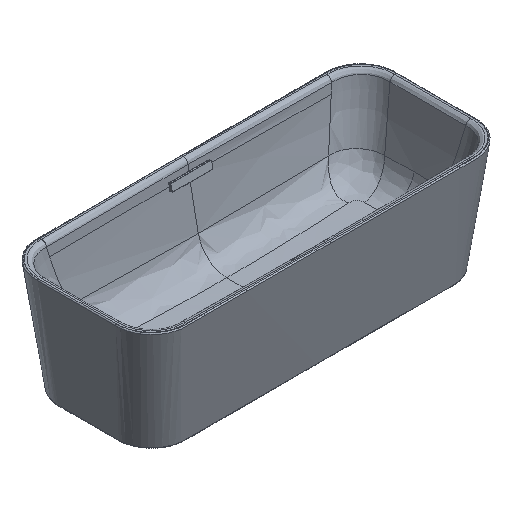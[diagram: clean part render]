
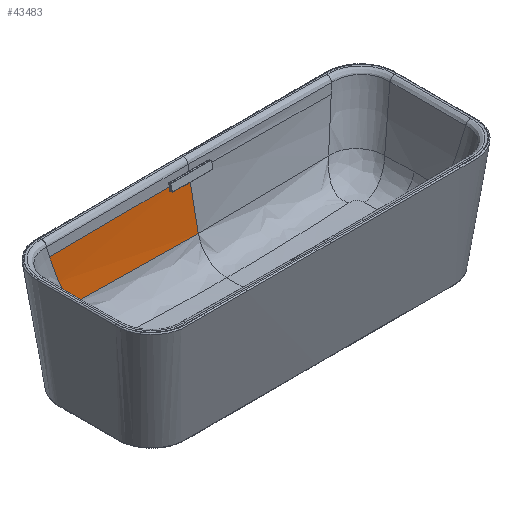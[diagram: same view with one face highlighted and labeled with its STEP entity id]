
A CAD part, isometric view. The second image highlights one B-rep face of the part: STEP entity #43483.
In plain terms, the highlighted free-form (B-spline) face has degree [3, 3] with [6, 16] control points.
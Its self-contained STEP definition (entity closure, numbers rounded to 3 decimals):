
#17330=CARTESIAN_POINT('',(-707.883,329.931,494.));
#17331=VERTEX_POINT('',#17330);
#17339=CARTESIAN_POINT('',(-0.042,335.445,494.));
#17340=VERTEX_POINT('',#17339);
#17341=CARTESIAN_POINT('',(-707.883,329.931,494.));
#17342=CARTESIAN_POINT('',(-648.902,330.849,494.));
#17343=CARTESIAN_POINT('',(-589.917,331.655,494.0));
#17344=CARTESIAN_POINT('',(-471.948,333.034,494.0));
#17345=CARTESIAN_POINT('',(-412.96,333.608,494.0));
#17346=CARTESIAN_POINT('',(-236.,334.986,494.0));
#17347=CARTESIAN_POINT('',(-118.019,335.445,494.0));
#17348=CARTESIAN_POINT('',(-0.042,335.445,494.0));
#17349=B_SPLINE_CURVE_WITH_KNOTS('',3,(#17341,#17342,#17343,#17344,#17345,#17346,#17347,#17348),.UNSPECIFIED.,.F.,.U.,
 (4,2,2,4),(0.0,0.25,0.5,1.0),.UNSPECIFIED.);
#17350=EDGE_CURVE('n� 3843',#17331,#17340,#17349,.T.);
#32671=CARTESIAN_POINT('',(-0.042,290.171,262.093));
#32672=VERTEX_POINT('',#32671);
#33471=CARTESIAN_POINT('',(-649.319,284.76,277.093));
#33472=VERTEX_POINT('',#33471);
#34018=CARTESIAN_POINT('',(-649.319,284.76,277.093));
#34019=CARTESIAN_POINT('',(-541.192,286.563,272.097));
#34020=CARTESIAN_POINT('',(-432.989,287.916,268.346));
#34021=CARTESIAN_POINT('',(-216.545,289.72,263.344));
#34022=CARTESIAN_POINT('',(-108.292,290.171,262.093));
#34023=CARTESIAN_POINT('',(-0.042,290.171,262.093));
#34024=B_SPLINE_CURVE_WITH_KNOTS('',3,(#34018,#34019,#34020,#34021,#34022,#34023),.UNSPECIFIED.,.F.,.U.,
 (4,2,4),(0.0,0.5,1.0),.UNSPECIFIED.);
#34025=EDGE_CURVE('n� 521',#33472,#32672,#34024,.T.);
#42904=CARTESIAN_POINT('',(-0.042,290.171,262.093));
#42905=CARTESIAN_POINT('',(-0.042,302.234,310.322));
#42906=CARTESIAN_POINT('',(-0.042,312.764,359.356));
#42907=CARTESIAN_POINT('',(-0.042,326.803,437.166));
#42908=CARTESIAN_POINT('',(-0.042,331.375,465.49));
#42909=CARTESIAN_POINT('',(-0.042,335.445,494.));
#42910=B_SPLINE_CURVE_WITH_KNOTS('',3,(#42904,#42905,#42906,#42907,#42908,#42909),.UNSPECIFIED.,.F.,.U.,
 (4,2,4),(0.0,0.639,1.0),.UNSPECIFIED.);
#42911=EDGE_CURVE('n� 558',#32672,#17340,#42910,.T.);
#43091=CARTESIAN_POINT('',(-707.883,329.931,494.));
#43092=CARTESIAN_POINT('',(-707.449,329.619,491.867));
#43093=CARTESIAN_POINT('',(-702.083,325.754,465.728));
#43094=CARTESIAN_POINT('',(-690.79,317.392,415.932));
#43095=CARTESIAN_POINT('',(-671.778,302.724,345.603));
#43096=CARTESIAN_POINT('',(-657.145,291.074,299.721));
#43097=CARTESIAN_POINT('',(-649.319,284.76,277.093));
#43098=B_SPLINE_CURVE_WITH_KNOTS('',3,(#43091,#43092,#43093,#43094,#43095,#43096,#43097),.UNSPECIFIED.,.F.,.U.,
 (4,1,1,1,4),(-1.0,-0.977,-0.724,-0.47,-0.216),.UNSPECIFIED.);
#43099=EDGE_CURVE('n� 3839',#17331,#33472,#43098,.T.);
#43380=ORIENTED_EDGE('',*,*,#17350,.F.);
#43381=ORIENTED_EDGE('',*,*,#43099,.T.);
#43382=ORIENTED_EDGE('',*,*,#34025,.T.);
#43383=ORIENTED_EDGE('',*,*,#42911,.T.);
#43384=EDGE_LOOP('',(#43380,#43381,#43382,#43383));
#43385=FACE_OUTER_BOUND('',#43384,.T.);
#43386=CARTESIAN_POINT('',(722.672,340.215,574.787));
#43387=CARTESIAN_POINT('',(722.107,339.833,571.453));
#43388=CARTESIAN_POINT('',(721.541,339.451,568.119));
#43389=CARTESIAN_POINT('',(720.41,338.687,561.45));
#43390=CARTESIAN_POINT('',(719.846,338.307,558.115));
#43391=CARTESIAN_POINT('',(718.127,337.14,548.136));
#43392=CARTESIAN_POINT('',(714.608,334.724,528.27));
#43393=CARTESIAN_POINT('',(710.841,332.065,508.68));
#43394=CARTESIAN_POINT('',(702.979,326.425,469.879));
#43395=CARTESIAN_POINT('',(697.298,322.233,444.515));
#43396=CARTESIAN_POINT('',(678.95,308.369,369.997));
#43397=CARTESIAN_POINT('',(664.973,297.408,322.419));
#43398=CARTESIAN_POINT('',(649.296,284.76,277.093));
#43399=CARTESIAN_POINT('',(648.982,284.507,276.186));
#43400=CARTESIAN_POINT('',(648.669,284.254,275.279));
#43401=CARTESIAN_POINT('',(648.355,284.001,274.373));
#43402=CARTESIAN_POINT('',(243.678,347.388,574.787));
#43403=CARTESIAN_POINT('',(243.487,347.006,571.453));
#43404=CARTESIAN_POINT('',(243.297,346.624,568.119));
#43405=CARTESIAN_POINT('',(242.915,345.86,561.45));
#43406=CARTESIAN_POINT('',(242.725,345.48,558.116));
#43407=CARTESIAN_POINT('',(242.145,344.312,548.115));
#43408=CARTESIAN_POINT('',(240.959,341.897,528.119));
#43409=CARTESIAN_POINT('',(239.688,339.238,508.144));
#43410=CARTESIAN_POINT('',(237.037,333.598,468.23));
#43411=CARTESIAN_POINT('',(235.121,329.406,441.669));
#43412=CARTESIAN_POINT('',(228.934,315.542,362.19));
#43413=CARTESIAN_POINT('',(224.22,304.58,309.479));
#43414=CARTESIAN_POINT('',(218.933,291.933,257.208));
#43415=CARTESIAN_POINT('',(218.828,291.68,256.163));
#43416=CARTESIAN_POINT('',(218.722,291.427,255.117));
#43417=CARTESIAN_POINT('',(218.616,291.174,254.072));
#43418=CARTESIAN_POINT('',(-235.338,347.43,574.787));
#43419=CARTESIAN_POINT('',(-235.154,347.048,571.453));
#43420=CARTESIAN_POINT('',(-234.969,346.666,568.119));
#43421=CARTESIAN_POINT('',(-234.601,345.902,561.45));
#43422=CARTESIAN_POINT('',(-234.418,345.521,558.116));
#43423=CARTESIAN_POINT('',(-233.858,344.354,548.115));
#43424=CARTESIAN_POINT('',(-232.712,341.938,528.118));
#43425=CARTESIAN_POINT('',(-231.486,339.28,508.141));
#43426=CARTESIAN_POINT('',(-228.926,333.639,468.221));
#43427=CARTESIAN_POINT('',(-227.077,329.447,441.652));
#43428=CARTESIAN_POINT('',(-221.103,315.584,362.145));
#43429=CARTESIAN_POINT('',(-216.553,304.622,309.404));
#43430=CARTESIAN_POINT('',(-211.448,291.975,257.093));
#43431=CARTESIAN_POINT('',(-211.346,291.722,256.047));
#43432=CARTESIAN_POINT('',(-211.244,291.469,255.001));
#43433=CARTESIAN_POINT('',(-211.142,291.216,253.955));
#43434=CARTESIAN_POINT('',(-721.935,340.228,574.787));
#43435=CARTESIAN_POINT('',(-721.371,339.846,571.453));
#43436=CARTESIAN_POINT('',(-720.806,339.464,568.119));
#43437=CARTESIAN_POINT('',(-719.676,338.7,561.45));
#43438=CARTESIAN_POINT('',(-719.112,338.319,558.115));
#43439=CARTESIAN_POINT('',(-717.396,337.152,548.136));
#43440=CARTESIAN_POINT('',(-713.881,334.736,528.269));
#43441=CARTESIAN_POINT('',(-710.118,332.078,508.679));
#43442=CARTESIAN_POINT('',(-702.265,326.437,469.876));
#43443=CARTESIAN_POINT('',(-696.59,322.245,444.51));
#43444=CARTESIAN_POINT('',(-678.263,308.381,369.984));
#43445=CARTESIAN_POINT('',(-664.302,297.42,322.398));
#43446=CARTESIAN_POINT('',(-648.642,284.772,277.06));
#43447=CARTESIAN_POINT('',(-648.329,284.519,276.153));
#43448=CARTESIAN_POINT('',(-648.016,284.266,275.246));
#43449=CARTESIAN_POINT('',(-647.703,284.013,274.339));
#43450=CARTESIAN_POINT('',(-729.539,340.113,574.787));
#43451=CARTESIAN_POINT('',(-728.968,339.731,571.453));
#43452=CARTESIAN_POINT('',(-728.397,339.349,568.119));
#43453=CARTESIAN_POINT('',(-727.255,338.585,561.45));
#43454=CARTESIAN_POINT('',(-726.686,338.205,558.115));
#43455=CARTESIAN_POINT('',(-724.951,337.037,548.136));
#43456=CARTESIAN_POINT('',(-721.399,334.622,528.272));
#43457=CARTESIAN_POINT('',(-717.597,331.963,508.688));
#43458=CARTESIAN_POINT('',(-709.66,326.323,469.903));
#43459=CARTESIAN_POINT('',(-703.927,322.131,444.556));
#43460=CARTESIAN_POINT('',(-685.406,308.267,370.109));
#43461=CARTESIAN_POINT('',(-671.298,297.305,322.605));
#43462=CARTESIAN_POINT('',(-655.474,284.658,277.377));
#43463=CARTESIAN_POINT('',(-655.157,284.405,276.472));
#43464=CARTESIAN_POINT('',(-654.841,284.152,275.568));
#43465=CARTESIAN_POINT('',(-654.524,283.899,274.663));
#43466=CARTESIAN_POINT('',(-737.142,339.999,574.787));
#43467=CARTESIAN_POINT('',(-736.565,339.617,571.453));
#43468=CARTESIAN_POINT('',(-735.988,339.235,568.119));
#43469=CARTESIAN_POINT('',(-734.834,338.471,561.45));
#43470=CARTESIAN_POINT('',(-734.259,338.091,558.115));
#43471=CARTESIAN_POINT('',(-732.506,336.923,548.136));
#43472=CARTESIAN_POINT('',(-728.917,334.508,528.274));
#43473=CARTESIAN_POINT('',(-725.075,331.849,508.696));
#43474=CARTESIAN_POINT('',(-717.056,326.209,469.929));
#43475=CARTESIAN_POINT('',(-711.263,322.017,444.601));
#43476=CARTESIAN_POINT('',(-692.549,308.153,370.233));
#43477=CARTESIAN_POINT('',(-678.294,297.191,322.81));
#43478=CARTESIAN_POINT('',(-662.305,284.544,277.693));
#43479=CARTESIAN_POINT('',(-661.985,284.291,276.79));
#43480=CARTESIAN_POINT('',(-661.665,284.038,275.888));
#43481=CARTESIAN_POINT('',(-661.345,283.785,274.986));
#43482=B_SPLINE_SURFACE_WITH_KNOTS('',3,3,((#43386,#43387,#43388,#43389,#43390,#43391,#43392,#43393,#43394,#43395,#43396,#43397,#43398,#43399,#43400,#43401),
    (#43402,#43403,#43404,#43405,#43406,#43407,#43408,#43409,#43410,#43411,#43412,#43413,#43414,#43415,#43416,#43417),
    (#43418,#43419,#43420,#43421,#43422,#43423,#43424,#43425,#43426,#43427,#43428,#43429,#43430,#43431,#43432,#43433),
    (#43434,#43435,#43436,#43437,#43438,#43439,#43440,#43441,#43442,#43443,#43444,#43445,#43446,#43447,#43448,#43449),
    (#43450,#43451,#43452,#43453,#43454,#43455,#43456,#43457,#43458,#43459,#43460,#43461,#43462,#43463,#43464,#43465),
    (#43466,#43467,#43468,#43469,#43470,#43471,#43472,#43473,#43474,#43475,#43476,#43477,#43478,#43479,#43480,#43481)),.UNSPECIFIED.,.F.,.F.,.U.,
 (4,2,4),(4,2,2,1,2,2,3,4),(0.135,1.119,1.135),(24.128,24.159,24.19,24.251,24.375,24.623,25.118,25.128),.UNSPECIFIED.);
#43483=ADVANCED_FACE('n� 260',(#43385),#43482,.T.);
